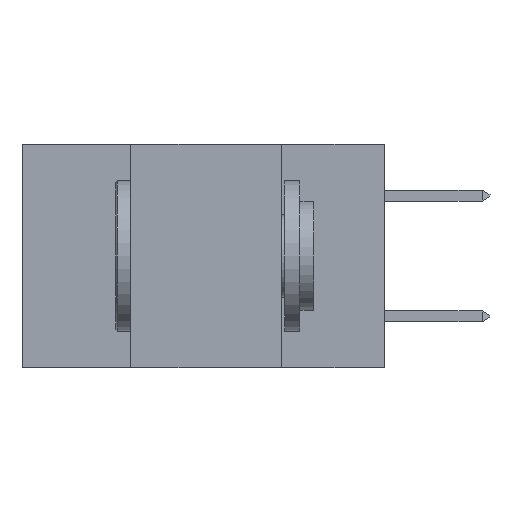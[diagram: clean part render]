
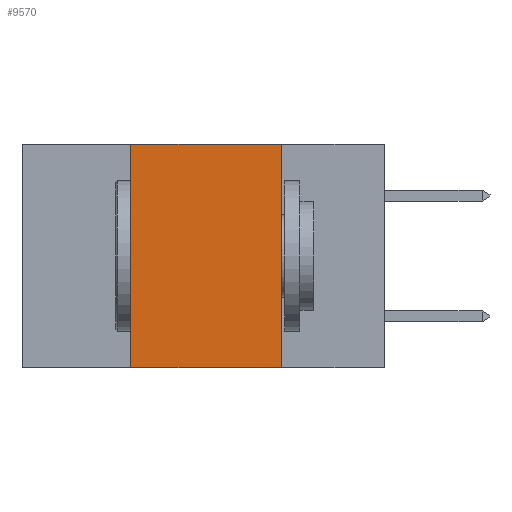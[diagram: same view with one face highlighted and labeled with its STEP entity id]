
A CAD part, left-side view. The second image highlights one B-rep face of the part: STEP entity #9570.
In plain terms, the highlighted planar face has unit normal (-1, 0, 0).
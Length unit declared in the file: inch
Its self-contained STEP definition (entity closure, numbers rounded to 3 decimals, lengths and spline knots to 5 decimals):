
#27 = EDGE_CURVE ( 'NONE', #3051, #7017, #8468, .T. ) ;
#32 = CARTESIAN_POINT ( 'NONE',  ( 0., 0.17, 0. ) ) ;
#199 = CARTESIAN_POINT ( 'NONE',  ( 0., 0.6, -0.37 ) ) ;
#230 = EDGE_CURVE ( 'NONE', #3051, #3845, #4445, .T. ) ;
#366 = DIRECTION ( 'NONE',  ( 1., 0., 0. ) ) ;
#513 = VERTEX_POINT ( 'NONE', #32 ) ;
#754 = DIRECTION ( 'NONE',  ( 0., 0., -1. ) ) ;
#1737 = VECTOR ( 'NONE', #2187, 39.37008 ) ;
#2187 = DIRECTION ( 'NONE',  ( 0., -1., 0. ) ) ;
#2434 = DIRECTION ( 'NONE',  ( 0., 0., 1. ) ) ;
#3051 = VERTEX_POINT ( 'NONE', #4634 ) ;
#3344 = EDGE_CURVE ( 'NONE', #7017, #513, #3952, .T. ) ;
#3361 = FACE_OUTER_BOUND ( 'NONE', #10758, .T. ) ;
#3723 = VECTOR ( 'NONE', #2434, 39.37008 ) ;
#3809 = CARTESIAN_POINT ( 'NONE',  ( 0., 0.6, 0. ) ) ;
#3845 = VERTEX_POINT ( 'NONE', #7011 ) ;
#3926 = CARTESIAN_POINT ( 'NONE',  ( 0., 0.6, 0. ) ) ;
#3952 = LINE ( 'NONE', #3809, #10436 ) ;
#4445 = LINE ( 'NONE', #199, #1737 ) ;
#4634 = CARTESIAN_POINT ( 'NONE',  ( 0., 0.42, -0.37 ) ) ;
#4709 = ORIENTED_EDGE ( 'NONE', *, *, #10572, .F. ) ;
#4885 = PLANE ( 'NONE',  #5366 ) ;
#5345 = LINE ( 'NONE', #7910, #7671 ) ;
#5366 = AXIS2_PLACEMENT_3D ( 'NONE', #3926, #366, #6640 ) ;
#6640 = DIRECTION ( 'NONE',  ( 0., 0., -1. ) ) ;
#6771 = ORIENTED_EDGE ( 'NONE', *, *, #3344, .F. ) ;
#6853 = CARTESIAN_POINT ( 'NONE',  ( 0., 0.42, 0. ) ) ;
#7011 = CARTESIAN_POINT ( 'NONE',  ( 0., 0.17, -0.37 ) ) ;
#7017 = VERTEX_POINT ( 'NONE', #6853 ) ;
#7347 = CARTESIAN_POINT ( 'NONE',  ( 0., 0.42, 0. ) ) ;
#7671 = VECTOR ( 'NONE', #754, 39.37008 ) ;
#7910 = CARTESIAN_POINT ( 'NONE',  ( 0., 0.17, 0. ) ) ;
#8433 = ORIENTED_EDGE ( 'NONE', *, *, #27, .F. ) ;
#8451 = ORIENTED_EDGE ( 'NONE', *, *, #230, .T. ) ;
#8468 = LINE ( 'NONE', #7347, #3723 ) ;
#9225 = DIRECTION ( 'NONE',  ( 0., -1., 0. ) ) ;
#9570 = ADVANCED_FACE ( 'NONE', ( #3361 ), #4885, .F. ) ;
#10436 = VECTOR ( 'NONE', #9225, 39.37008 ) ;
#10572 = EDGE_CURVE ( 'NONE', #513, #3845, #5345, .T. ) ;
#10758 = EDGE_LOOP ( 'NONE', ( #4709, #6771, #8433, #8451 ) ) ;
